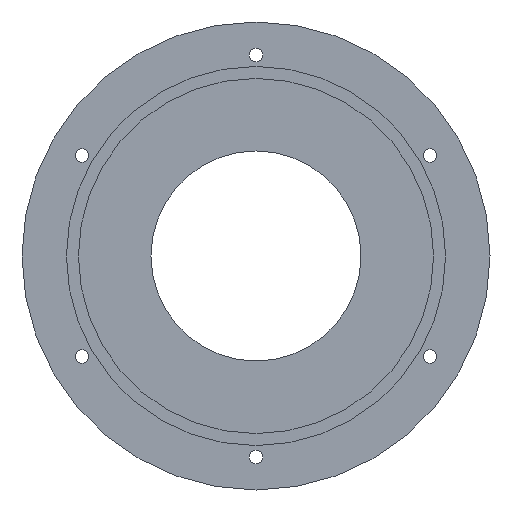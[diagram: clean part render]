
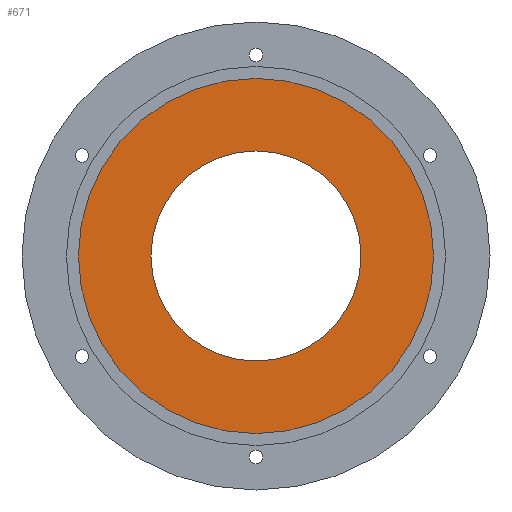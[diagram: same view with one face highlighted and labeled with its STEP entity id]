
A CAD part, front view. The second image highlights one B-rep face of the part: STEP entity #671.
In plain terms, the highlighted planar face has unit normal (0, -1, 0).
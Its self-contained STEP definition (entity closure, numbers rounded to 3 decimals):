
#39=FACE_BOUND('',#157,.T.);
#58=PLANE('',#762);
#92=FACE_OUTER_BOUND('',#156,.T.);
#156=EDGE_LOOP('',(#545));
#157=EDGE_LOOP('',(#546));
#261=CIRCLE('',#731,59.201);
#273=CIRCLE('',#748,35.);
#315=VERTEX_POINT('',#1077);
#327=VERTEX_POINT('',#1109);
#380=EDGE_CURVE('',#315,#315,#261,.T.);
#396=EDGE_CURVE('',#327,#327,#273,.T.);
#545=ORIENTED_EDGE('',*,*,#380,.T.);
#546=ORIENTED_EDGE('',*,*,#396,.F.);
#671=ADVANCED_FACE('',(#92,#39),#58,.F.);
#731=AXIS2_PLACEMENT_3D('',#1078,#866,#867);
#748=AXIS2_PLACEMENT_3D('',#1111,#904,#905);
#762=AXIS2_PLACEMENT_3D('',#1137,#938,#939);
#866=DIRECTION('center_axis',(0.,-1.,0.));
#867=DIRECTION('ref_axis',(1.,0.,0.));
#904=DIRECTION('center_axis',(0.,-1.,0.));
#905=DIRECTION('ref_axis',(1.,0.,0.));
#938=DIRECTION('center_axis',(0.,1.,0.));
#939=DIRECTION('ref_axis',(1.,0.,0.));
#1077=CARTESIAN_POINT('',(-59.201,0.,0.));
#1078=CARTESIAN_POINT('Origin',(0.,0.,0.));
#1109=CARTESIAN_POINT('',(-35.,0.,0.));
#1111=CARTESIAN_POINT('Origin',(0.,0.,0.));
#1137=CARTESIAN_POINT('Origin',(0.,0.,0.));
